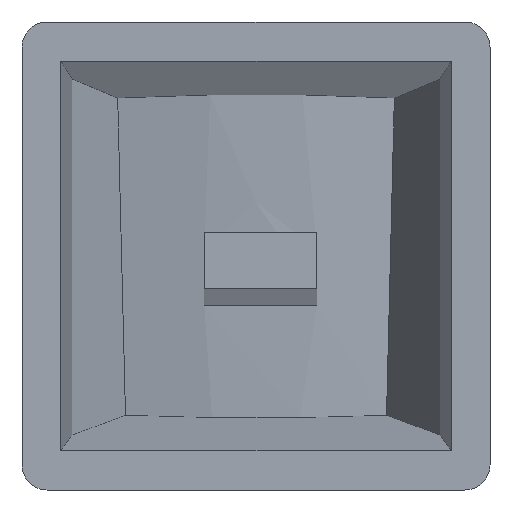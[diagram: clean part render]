
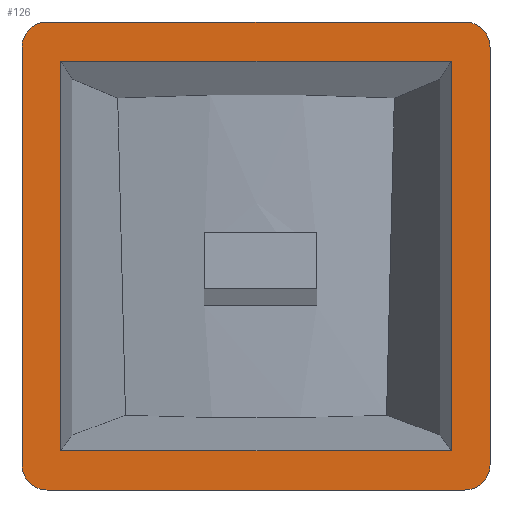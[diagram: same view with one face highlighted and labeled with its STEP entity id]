
A CAD part, front view. The second image highlights one B-rep face of the part: STEP entity #126.
In plain terms, the highlighted planar face has unit normal (0, -1, 0).
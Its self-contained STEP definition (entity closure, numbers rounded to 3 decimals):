
#42 = CARTESIAN_POINT ( 'NONE',  ( 0.98, 0., -18.3 ) ) ;
#52 =( BOUNDED_CURVE ( )  B_SPLINE_CURVE ( 3, ( #889, #1128, #495, #1375 ),
 .UNSPECIFIED., .F., .T. ) 
 B_SPLINE_CURVE_WITH_KNOTS ( ( 4, 4 ),
 ( 2.152, 3.687 ),
 .UNSPECIFIED. ) 
 CURVE ( )  GEOMETRIC_REPRESENTATION_ITEM ( )  RATIONAL_B_SPLINE_CURVE ( ( 1., 0.813, 0.813, 1. ) ) 
 REPRESENTATION_ITEM ( '' )  );
#55 = EDGE_CURVE ( 'NONE', #1025, #647, #1479, .T. ) ;
#57 = VERTEX_POINT ( 'NONE', #232 ) ;
#60 = CARTESIAN_POINT ( 'NONE',  ( 0., 0., 0. ) ) ;
#78 = LINE ( 'NONE', #315, #1136 ) ;
#103 = CARTESIAN_POINT ( 'NONE',  ( 0., 0., -16.766 ) ) ;
#109 =( BOUNDED_CURVE ( )  B_SPLINE_CURVE ( 3, ( #1219, #335, #975, #450 ),
 .UNSPECIFIED., .F., .F. ) 
 B_SPLINE_CURVE_WITH_KNOTS ( ( 4, 4 ),
 ( 5.682, 7.221 ),
 .UNSPECIFIED. ) 
 CURVE ( )  GEOMETRIC_REPRESENTATION_ITEM ( )  RATIONAL_B_SPLINE_CURVE ( ( 1., 0.812, 0.812, 1. ) ) 
 REPRESENTATION_ITEM ( '' )  );
#121 = CARTESIAN_POINT ( 'NONE',  ( 0., 0., -17.309 ) ) ;
#126 = ADVANCED_FACE ( 'NONE', ( #1338, #215 ), #871, .T. ) ;
#131 = CARTESIAN_POINT ( 'NONE',  ( 1.517, 0., -1.543 ) ) ;
#148 = VERTEX_POINT ( 'NONE', #1099 ) ;
#151 = EDGE_CURVE ( 'NONE', #1456, #1207, #1591, .T. ) ;
#160 = LINE ( 'NONE', #60, #1478 ) ;
#165 = ORIENTED_EDGE ( 'NONE', *, *, #990, .T. ) ;
#215 = FACE_BOUND ( 'NONE', #276, .T. ) ;
#232 = CARTESIAN_POINT ( 'NONE',  ( 17.324, 0., 0. ) ) ;
#242 = CARTESIAN_POINT ( 'NONE',  ( 1.517, 0., 0. ) ) ;
#246 = CARTESIAN_POINT ( 'NONE',  ( 0.4, 0., 0. ) ) ;
#267 = EDGE_CURVE ( 'NONE', #1456, #407, #1567, .T. ) ;
#276 = EDGE_LOOP ( 'NONE', ( #632, #1162, #1594, #1448 ) ) ;
#305 = ORIENTED_EDGE ( 'NONE', *, *, #1269, .F. ) ;
#315 = CARTESIAN_POINT ( 'NONE',  ( 16.783, 0., 0. ) ) ;
#326 = DIRECTION ( 'NONE',  ( -1., 0., 0. ) ) ;
#328 = CARTESIAN_POINT ( 'NONE',  ( 0., 0., 0. ) ) ;
#333 = VERTEX_POINT ( 'NONE', #872 ) ;
#335 = CARTESIAN_POINT ( 'NONE',  ( 17.898, 0., -18.3 ) ) ;
#349 = EDGE_CURVE ( 'NONE', #1066, #1207, #1617, .T. ) ;
#407 = VERTEX_POINT ( 'NONE', #42 ) ;
#444 = LINE ( 'NONE', #957, #577 ) ;
#450 = CARTESIAN_POINT ( 'NONE',  ( 18.3, 0., -17.309 ) ) ;
#454 = ORIENTED_EDGE ( 'NONE', *, *, #267, .T. ) ;
#486 = DIRECTION ( 'NONE',  ( 1., 0., 0. ) ) ;
#487 = CARTESIAN_POINT ( 'NONE',  ( 0.402, 0., -18.3 ) ) ;
#489 = DIRECTION ( 'NONE',  ( 0., 0., 1. ) ) ;
#495 = CARTESIAN_POINT ( 'NONE',  ( 17.9, 0., 0. ) ) ;
#563 = EDGE_CURVE ( 'NONE', #1052, #407, #1220, .T. ) ;
#572 = LINE ( 'NONE', #103, #656 ) ;
#577 = VECTOR ( 'NONE', #1578, 1000. ) ;
#632 = ORIENTED_EDGE ( 'NONE', *, *, #638, .T. ) ;
#638 = EDGE_CURVE ( 'NONE', #1168, #1301, #572, .T. ) ;
#647 = VERTEX_POINT ( 'NONE', #1098 ) ;
#656 = VECTOR ( 'NONE', #1598, 1000. ) ;
#694 = ORIENTED_EDGE ( 'NONE', *, *, #1560, .F. ) ;
#706 = CARTESIAN_POINT ( 'NONE',  ( 0., 0., -18.3 ) ) ;
#716 = VECTOR ( 'NONE', #1471, 1000. ) ;
#718 = VECTOR ( 'NONE', #486, 1000. ) ;
#723 = VECTOR ( 'NONE', #489, 1000. ) ;
#728 = CARTESIAN_POINT ( 'NONE',  ( 0., 0., -1.543 ) ) ;
#729 = CARTESIAN_POINT ( 'NONE',  ( 0., 0., -17.893 ) ) ;
#756 = CARTESIAN_POINT ( 'NONE',  ( 0.976, 0., 0. ) ) ;
#774 = CARTESIAN_POINT ( 'NONE',  ( 0.976, 0., 0. ) ) ;
#832 = DIRECTION ( 'NONE',  ( 0., -1., 0. ) ) ;
#857 = DIRECTION ( 'NONE',  ( 0., 0., -1. ) ) ;
#871 = PLANE ( 'NONE',  #1545 ) ;
#872 = CARTESIAN_POINT ( 'NONE',  ( 18.3, 0., -17.309 ) ) ;
#879 = EDGE_CURVE ( 'NONE', #1052, #333, #109, .T. ) ;
#889 = CARTESIAN_POINT ( 'NONE',  ( 18.3, 0., -0.992 ) ) ;
#890 = CARTESIAN_POINT ( 'NONE',  ( 16.783, 0., -16.766 ) ) ;
#906 = ORIENTED_EDGE ( 'NONE', *, *, #349, .T. ) ;
#955 = EDGE_LOOP ( 'NONE', ( #1076, #454, #1405, #1556, #694, #165, #305, #906 ) ) ;
#957 = CARTESIAN_POINT ( 'NONE',  ( 18.3, 0., 0. ) ) ;
#975 = CARTESIAN_POINT ( 'NONE',  ( 18.3, 0., -17.893 ) ) ;
#977 = CARTESIAN_POINT ( 'NONE',  ( 0., 0., 0. ) ) ;
#984 = CARTESIAN_POINT ( 'NONE',  ( 0., 0., -0.992 ) ) ;
#990 = EDGE_CURVE ( 'NONE', #148, #57, #52, .T. ) ;
#997 = CARTESIAN_POINT ( 'NONE',  ( 0., 0., -0.992 ) ) ;
#1019 = CARTESIAN_POINT ( 'NONE',  ( 17.32, 0., -18.3 ) ) ;
#1025 = VERTEX_POINT ( 'NONE', #131 ) ;
#1052 = VERTEX_POINT ( 'NONE', #1019 ) ;
#1066 = VERTEX_POINT ( 'NONE', #774 ) ;
#1068 = CARTESIAN_POINT ( 'NONE',  ( 1.517, 0., -16.766 ) ) ;
#1076 = ORIENTED_EDGE ( 'NONE', *, *, #151, .F. ) ;
#1098 = CARTESIAN_POINT ( 'NONE',  ( 16.783, 0., -1.543 ) ) ;
#1099 = CARTESIAN_POINT ( 'NONE',  ( 18.3, 0., -0.992 ) ) ;
#1115 = LINE ( 'NONE', #242, #723 ) ;
#1128 = CARTESIAN_POINT ( 'NONE',  ( 18.3, 0., -0.407 ) ) ;
#1136 = VECTOR ( 'NONE', #857, 1000. ) ;
#1155 = VECTOR ( 'NONE', #326, 1000. ) ;
#1162 = ORIENTED_EDGE ( 'NONE', *, *, #1441, .T. ) ;
#1163 = DIRECTION ( 'NONE',  ( 1., 0., 0. ) ) ;
#1168 = VERTEX_POINT ( 'NONE', #890 ) ;
#1207 = VERTEX_POINT ( 'NONE', #997 ) ;
#1212 = DIRECTION ( 'NONE',  ( 0., 0., -1. ) ) ;
#1219 = CARTESIAN_POINT ( 'NONE',  ( 17.32, 0., -18.3 ) ) ;
#1220 = LINE ( 'NONE', #706, #1155 ) ;
#1269 = EDGE_CURVE ( 'NONE', #1066, #57, #160, .T. ) ;
#1301 = VERTEX_POINT ( 'NONE', #1068 ) ;
#1338 = FACE_OUTER_BOUND ( 'NONE', #955, .T. ) ;
#1370 = EDGE_CURVE ( 'NONE', #647, #1168, #78, .T. ) ;
#1374 = CARTESIAN_POINT ( 'NONE',  ( 0.98, 0., -18.3 ) ) ;
#1375 = CARTESIAN_POINT ( 'NONE',  ( 17.324, 0., 0. ) ) ;
#1405 = ORIENTED_EDGE ( 'NONE', *, *, #563, .F. ) ;
#1441 = EDGE_CURVE ( 'NONE', #1301, #1025, #1115, .T. ) ;
#1448 = ORIENTED_EDGE ( 'NONE', *, *, #1370, .T. ) ;
#1456 = VERTEX_POINT ( 'NONE', #1538 ) ;
#1471 = DIRECTION ( 'NONE',  ( 0., 0., 1. ) ) ;
#1478 = VECTOR ( 'NONE', #1163, 1000. ) ;
#1479 = LINE ( 'NONE', #728, #718 ) ;
#1485 = CARTESIAN_POINT ( 'NONE',  ( 0., 0., -0.407 ) ) ;
#1538 = CARTESIAN_POINT ( 'NONE',  ( 0., 0., -17.309 ) ) ;
#1545 = AXIS2_PLACEMENT_3D ( 'NONE', #328, #832, #1212 ) ;
#1556 = ORIENTED_EDGE ( 'NONE', *, *, #879, .T. ) ;
#1560 = EDGE_CURVE ( 'NONE', #148, #333, #444, .T. ) ;
#1567 =( BOUNDED_CURVE ( )  B_SPLINE_CURVE ( 3, ( #121, #729, #487, #1374 ),
 .UNSPECIFIED., .F., .T. ) 
 B_SPLINE_CURVE_WITH_KNOTS ( ( 4, 4 ),
 ( 2.204, 3.743 ),
 .UNSPECIFIED. ) 
 CURVE ( )  GEOMETRIC_REPRESENTATION_ITEM ( )  RATIONAL_B_SPLINE_CURVE ( ( 1., 0.812, 0.812, 1. ) ) 
 REPRESENTATION_ITEM ( '' )  );
#1578 = DIRECTION ( 'NONE',  ( 0., 0., -1. ) ) ;
#1591 = LINE ( 'NONE', #977, #716 ) ;
#1594 = ORIENTED_EDGE ( 'NONE', *, *, #55, .T. ) ;
#1598 = DIRECTION ( 'NONE',  ( -1., 0., 0. ) ) ;
#1617 =( BOUNDED_CURVE ( )  B_SPLINE_CURVE ( 3, ( #756, #246, #1485, #984 ),
 .UNSPECIFIED., .F., .F. ) 
 B_SPLINE_CURVE_WITH_KNOTS ( ( 4, 4 ),
 ( 5.737, 7.273 ),
 .UNSPECIFIED. ) 
 CURVE ( )  GEOMETRIC_REPRESENTATION_ITEM ( )  RATIONAL_B_SPLINE_CURVE ( ( 1., 0.813, 0.813, 1. ) ) 
 REPRESENTATION_ITEM ( '' )  );
